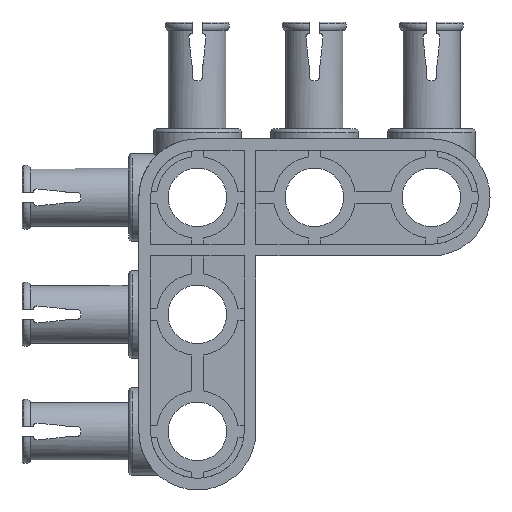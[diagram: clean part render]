
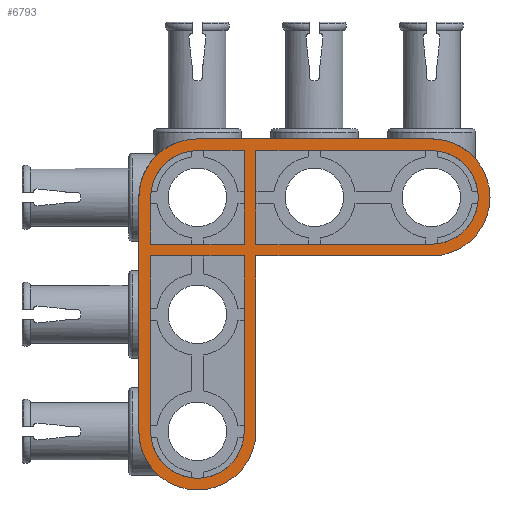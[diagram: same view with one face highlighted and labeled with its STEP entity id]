
A CAD part, front view. The second image highlights one B-rep face of the part: STEP entity #6793.
In plain terms, the highlighted planar face has unit normal (0, -1, 0).
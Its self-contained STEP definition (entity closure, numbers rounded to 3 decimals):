
#59=FACE_BOUND('',#1253,.T.);
#60=FACE_BOUND('',#1254,.T.);
#61=FACE_BOUND('',#1255,.T.);
#178=CIRCLE('',#7087,5.);
#213=CIRCLE('',#7185,5.);
#220=CIRCLE('',#7202,4.);
#267=CIRCLE('',#7320,4.);
#292=CIRCLE('',#7379,5.);
#293=CIRCLE('',#7380,4.);
#887=FACE_OUTER_BOUND('',#1252,.T.);
#1252=EDGE_LOOP('',(#5814,#5815,#5816,#5817,#5818,#5819,#5820));
#1253=EDGE_LOOP('',(#5821,#5822,#5823,#5824));
#1254=EDGE_LOOP('',(#5825,#5826,#5827,#5828,#5829));
#1255=EDGE_LOOP('',(#5830,#5831,#5832,#5833));
#1462=LINE('',#10305,#2064);
#1466=LINE('',#10312,#2068);
#1578=LINE('',#11538,#2180);
#1585=LINE('',#11554,#2187);
#1601=LINE('',#11586,#2203);
#1614=LINE('',#11620,#2216);
#1626=LINE('',#11652,#2228);
#1636=LINE('',#11672,#2238);
#1752=LINE('',#11996,#2354);
#1808=LINE('',#12146,#2410);
#1820=LINE('',#12180,#2422);
#1821=LINE('',#12181,#2423);
#1822=LINE('',#12183,#2424);
#1823=LINE('',#12186,#2425);
#2064=VECTOR('',#7934,10.);
#2068=VECTOR('',#7940,10.);
#2180=VECTOR('',#8366,10.);
#2187=VECTOR('',#8375,10.);
#2203=VECTOR('',#8395,10.);
#2216=VECTOR('',#8422,10.);
#2228=VECTOR('',#8448,10.);
#2238=VECTOR('',#8464,10.);
#2354=VECTOR('',#8794,10.);
#2410=VECTOR('',#8942,10.);
#2422=VECTOR('',#8990,10.);
#2423=VECTOR('',#8991,10.);
#2424=VECTOR('',#8992,10.);
#2425=VECTOR('',#8995,10.);
#2733=VERTEX_POINT('',#10298);
#2736=VERTEX_POINT('',#10303);
#2737=VERTEX_POINT('',#10307);
#2738=VERTEX_POINT('',#10310);
#2797=VERTEX_POINT('',#10735);
#2798=VERTEX_POINT('',#10737);
#2901=VERTEX_POINT('',#11499);
#2911=VERTEX_POINT('',#11523);
#2918=VERTEX_POINT('',#11536);
#2925=VERTEX_POINT('',#11551);
#2926=VERTEX_POINT('',#11553);
#2940=VERTEX_POINT('',#11584);
#2954=VERTEX_POINT('',#11618);
#2963=VERTEX_POINT('',#11639);
#2974=VERTEX_POINT('',#11670);
#3075=VERTEX_POINT('',#11994);
#3081=VERTEX_POINT('',#12013);
#3127=VERTEX_POINT('',#12178);
#3128=VERTEX_POINT('',#12182);
#3129=VERTEX_POINT('',#12184);
#3485=EDGE_CURVE('',#2733,#2736,#1462,.T.);
#3489=EDGE_CURVE('',#2737,#2738,#1466,.T.);
#3576=EDGE_CURVE('',#2798,#2797,#178,.T.);
#3731=EDGE_CURVE('',#2736,#2901,#213,.T.);
#3749=EDGE_CURVE('',#2911,#2918,#1578,.T.);
#3756=EDGE_CURVE('',#2926,#2925,#1585,.T.);
#3772=EDGE_CURVE('',#2925,#2940,#1601,.T.);
#3789=EDGE_CURVE('',#2940,#2954,#1614,.T.);
#3799=EDGE_CURVE('',#2954,#2963,#220,.T.);
#3805=EDGE_CURVE('',#2963,#2926,#1626,.T.);
#3816=EDGE_CURVE('',#2797,#2974,#1636,.T.);
#3974=EDGE_CURVE('',#2918,#3075,#1752,.T.);
#3984=EDGE_CURVE('',#3075,#3081,#267,.T.);
#4053=EDGE_CURVE('',#3081,#2911,#1808,.T.);
#4068=EDGE_CURVE('',#2974,#3127,#292,.T.);
#4069=EDGE_CURVE('',#3127,#2733,#1820,.T.);
#4070=EDGE_CURVE('',#2901,#2798,#1821,.T.);
#4071=EDGE_CURVE('',#2738,#3128,#1822,.T.);
#4072=EDGE_CURVE('',#3128,#3129,#293,.T.);
#4073=EDGE_CURVE('',#3129,#2737,#1823,.T.);
#5814=ORIENTED_EDGE('',*,*,#3816,.T.);
#5815=ORIENTED_EDGE('',*,*,#4068,.T.);
#5816=ORIENTED_EDGE('',*,*,#4069,.T.);
#5817=ORIENTED_EDGE('',*,*,#3485,.T.);
#5818=ORIENTED_EDGE('',*,*,#3731,.T.);
#5819=ORIENTED_EDGE('',*,*,#4070,.T.);
#5820=ORIENTED_EDGE('',*,*,#3576,.T.);
#5821=ORIENTED_EDGE('',*,*,#3489,.T.);
#5822=ORIENTED_EDGE('',*,*,#4071,.T.);
#5823=ORIENTED_EDGE('',*,*,#4072,.T.);
#5824=ORIENTED_EDGE('',*,*,#4073,.T.);
#5825=ORIENTED_EDGE('',*,*,#3756,.T.);
#5826=ORIENTED_EDGE('',*,*,#3772,.T.);
#5827=ORIENTED_EDGE('',*,*,#3789,.T.);
#5828=ORIENTED_EDGE('',*,*,#3799,.T.);
#5829=ORIENTED_EDGE('',*,*,#3805,.T.);
#5830=ORIENTED_EDGE('',*,*,#3749,.T.);
#5831=ORIENTED_EDGE('',*,*,#3974,.T.);
#5832=ORIENTED_EDGE('',*,*,#3984,.T.);
#5833=ORIENTED_EDGE('',*,*,#4053,.T.);
#6467=PLANE('',#7378);
#6793=ADVANCED_FACE('',(#887,#59,#60,#61),#6467,.F.);
#7087=AXIS2_PLACEMENT_3D('',#10738,#8083,#8084);
#7185=AXIS2_PLACEMENT_3D('',#11501,#8342,#8343);
#7202=AXIS2_PLACEMENT_3D('',#11641,#8437,#8438);
#7320=AXIS2_PLACEMENT_3D('',#12015,#8811,#8812);
#7378=AXIS2_PLACEMENT_3D('',#12177,#8986,#8987);
#7379=AXIS2_PLACEMENT_3D('',#12179,#8988,#8989);
#7380=AXIS2_PLACEMENT_3D('',#12185,#8993,#8994);
#7934=DIRECTION('',(1.,0.,0.));
#7940=DIRECTION('',(1.,0.,0.));
#8083=DIRECTION('center_axis',(0.,-1.,0.));
#8084=DIRECTION('ref_axis',(-1.,0.,0.));
#8342=DIRECTION('center_axis',(0.,-1.,0.));
#8343=DIRECTION('ref_axis',(1.,0.,0.));
#8366=DIRECTION('',(0.,0.,1.));
#8375=DIRECTION('',(0.,0.,-1.));
#8395=DIRECTION('',(-1.,0.,0.));
#8422=DIRECTION('',(0.,0.,1.));
#8437=DIRECTION('center_axis',(0.,1.,0.));
#8438=DIRECTION('ref_axis',(-0.125,0.,0.992));
#8448=DIRECTION('',(1.,0.,0.));
#8464=DIRECTION('',(0.,0.,-1.));
#8794=DIRECTION('',(1.,0.,0.));
#8811=DIRECTION('center_axis',(0.,1.,0.));
#8812=DIRECTION('ref_axis',(0.,0.,
-1.));
#8942=DIRECTION('',(-1.,0.,0.));
#8986=DIRECTION('center_axis',(0.,1.,0.));
#8987=DIRECTION('ref_axis',(0.,0.,
-1.));
#8988=DIRECTION('center_axis',(0.,-1.,0.));
#8989=DIRECTION('ref_axis',(0.,0.,
-1.));
#8990=DIRECTION('',(0.,0.,1.));
#8991=DIRECTION('',(-1.,0.,0.));
#8992=DIRECTION('',(0.,0.,-1.));
#8993=DIRECTION('center_axis',(0.,1.,0.));
#8994=DIRECTION('ref_axis',(-1.,0.,0.));
#8995=DIRECTION('',(0.,0.,1.));
#10298=CARTESIAN_POINT('',(5.072,-3.479,3.42));
#10303=CARTESIAN_POINT('',(20.072,-3.479,3.42));
#10305=CARTESIAN_POINT('',(4.572,-3.479,3.42));
#10307=CARTESIAN_POINT('',(-3.928,-3.479,3.42));
#10310=CARTESIAN_POINT('',(4.072,-3.479,3.42));
#10312=CARTESIAN_POINT('',(4.572,-3.479,3.42));
#10735=CARTESIAN_POINT('',(-4.928,-3.479,8.42));
#10737=CARTESIAN_POINT('',(0.072,-3.479,13.42));
#10738=CARTESIAN_POINT('Origin',(0.072,-3.479,8.42));
#11499=CARTESIAN_POINT('',(20.072,-3.479,13.42));
#11501=CARTESIAN_POINT('Origin',(20.072,-3.479,8.42));
#11523=CARTESIAN_POINT('',(5.072,-3.479,4.42));
#11536=CARTESIAN_POINT('',(5.072,-3.479,12.42));
#11538=CARTESIAN_POINT('',(5.072,-3.479,13.42));
#11551=CARTESIAN_POINT('',(4.072,-3.479,4.42));
#11553=CARTESIAN_POINT('',(4.072,-3.479,12.42));
#11554=CARTESIAN_POINT('',(4.072,-3.479,7.909));
#11584=CARTESIAN_POINT('',(-3.928,-3.479,4.42));
#11586=CARTESIAN_POINT('',(0.083,-3.479,4.42));
#11618=CARTESIAN_POINT('',(-3.928,-3.479,8.42));
#11620=CARTESIAN_POINT('',(-3.928,-3.479,7.909));
#11639=CARTESIAN_POINT('',(0.072,-3.479,12.42));
#11641=CARTESIAN_POINT('Origin',(0.072,-3.479,8.42));
#11652=CARTESIAN_POINT('',(0.583,-3.479,12.42));
#11670=CARTESIAN_POINT('',(-4.928,-3.479,-11.58));
#11672=CARTESIAN_POINT('',(-4.928,-3.479,3.42));
#11994=CARTESIAN_POINT('',(20.072,-3.479,12.42));
#11996=CARTESIAN_POINT('',(9.572,-3.479,12.42));
#12013=CARTESIAN_POINT('',(20.072,-3.479,4.42));
#12015=CARTESIAN_POINT('Origin',(20.072,-3.479,8.42));
#12146=CARTESIAN_POINT('',(19.572,-3.479,4.42));
#12177=CARTESIAN_POINT('Origin',(20.106,-3.479,8.42));
#12178=CARTESIAN_POINT('',(5.072,-3.479,-11.58));
#12179=CARTESIAN_POINT('Origin',(0.072,-3.479,-11.58));
#12180=CARTESIAN_POINT('',(5.072,-3.479,-6.58));
#12181=CARTESIAN_POINT('',(15.072,-3.479,13.42));
#12182=CARTESIAN_POINT('',(4.072,-3.479,-11.58));
#12183=CARTESIAN_POINT('',(4.072,-3.479,-6.58));
#12184=CARTESIAN_POINT('',(-3.928,-3.479,-11.58));
#12185=CARTESIAN_POINT('Origin',(0.072,-3.479,-11.58));
#12186=CARTESIAN_POINT('',(-3.928,-3.479,-11.08));
